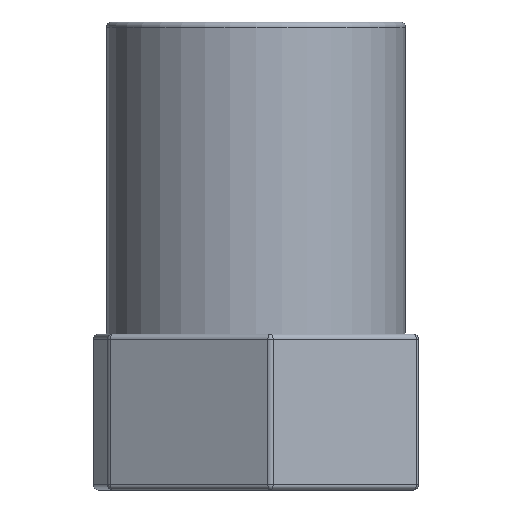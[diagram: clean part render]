
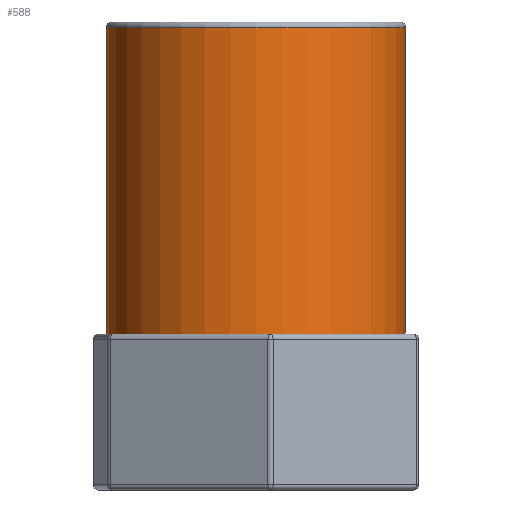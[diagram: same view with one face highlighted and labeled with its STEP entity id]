
A CAD part, front view. The second image highlights one B-rep face of the part: STEP entity #588.
In plain terms, the highlighted cylindrical face has radius 5.75 mm (diameter 11.5 mm), a full revolution.
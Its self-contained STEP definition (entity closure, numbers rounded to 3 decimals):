
#27=LINE('',#976,#66);
#66=VECTOR('',#755,5.75);
#105=CYLINDRICAL_SURFACE('',#652,5.75);
#142=FACE_OUTER_BOUND('',#188,.T.);
#188=EDGE_LOOP('',(#419,#420,#421,#422,#423));
#236=CIRCLE('',#648,5.75);
#237=CIRCLE('',#649,5.75);
#239=CIRCLE('',#653,5.75);
#282=VERTEX_POINT('',#966);
#283=VERTEX_POINT('',#968);
#285=VERTEX_POINT('',#975);
#328=EDGE_CURVE('',#282,#283,#236,.T.);
#329=EDGE_CURVE('',#283,#282,#237,.T.);
#331=EDGE_CURVE('',#283,#285,#27,.T.);
#332=EDGE_CURVE('',#285,#285,#239,.T.);
#419=ORIENTED_EDGE('',*,*,#329,.F.);
#420=ORIENTED_EDGE('',*,*,#331,.T.);
#421=ORIENTED_EDGE('',*,*,#332,.F.);
#422=ORIENTED_EDGE('',*,*,#331,.F.);
#423=ORIENTED_EDGE('',*,*,#328,.F.);
#588=ADVANCED_FACE('',(#142),#105,.T.);
#648=AXIS2_PLACEMENT_3D('',#969,#745,#746);
#649=AXIS2_PLACEMENT_3D('',#970,#747,#748);
#652=AXIS2_PLACEMENT_3D('',#974,#753,#754);
#653=AXIS2_PLACEMENT_3D('',#977,#756,#757);
#745=DIRECTION('center_axis',(0.,0.,1.));
#746=DIRECTION('ref_axis',(-1.,0.,0.));
#747=DIRECTION('center_axis',(0.,0.,1.));
#748=DIRECTION('ref_axis',(-1.,0.,0.));
#753=DIRECTION('center_axis',(0.,0.,1.));
#754=DIRECTION('ref_axis',(-1.,0.,0.));
#755=DIRECTION('',(0.,0.,-1.));
#756=DIRECTION('center_axis',(0.,0.,-1.));
#757=DIRECTION('ref_axis',(-1.,0.,0.));
#966=CARTESIAN_POINT('',(-5.75,0.,17.8));
#968=CARTESIAN_POINT('',(5.75,0.,17.8));
#969=CARTESIAN_POINT('Origin',(0.,0.,17.8));
#970=CARTESIAN_POINT('Origin',(0.,0.,17.8));
#974=CARTESIAN_POINT('Origin',(0.,0.,6.));
#975=CARTESIAN_POINT('',(5.75,0.,6.));
#976=CARTESIAN_POINT('',(5.75,0.,6.));
#977=CARTESIAN_POINT('Origin',(0.,0.,6.));
